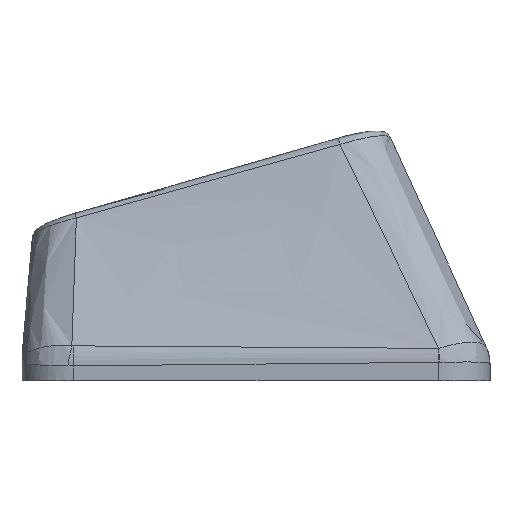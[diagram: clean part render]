
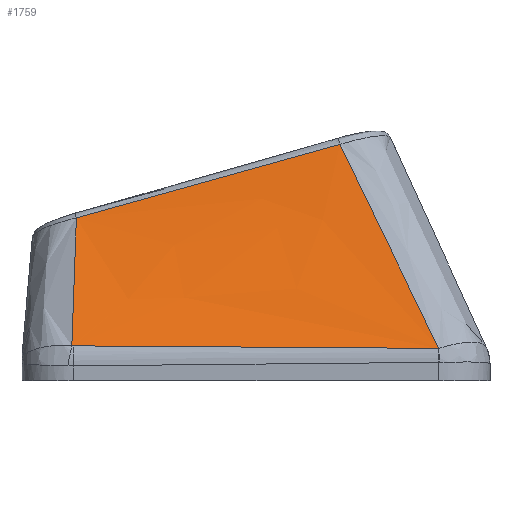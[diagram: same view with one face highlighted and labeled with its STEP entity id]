
A CAD part, left-side view. The second image highlights one B-rep face of the part: STEP entity #1759.
In plain terms, the highlighted free-form (B-spline) face has degree [3, 3] with [4, 4] control points.
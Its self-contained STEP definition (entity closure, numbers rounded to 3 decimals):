
#52=B_SPLINE_SURFACE_WITH_KNOTS('',3,3,((#4358,#4359,#4360,#4361),(#4362,
#4363,#4364,#4365),(#4366,#4367,#4368,#4369),(#4370,#4371,#4372,#4373)),
 .UNSPECIFIED.,.F.,.F.,.F.,(4,4),(4,4),(0.104,0.893),
(0.034,0.97),.UNSPECIFIED.);
#363=FACE_OUTER_BOUND('',#463,.T.);
#463=EDGE_LOOP('',(#1544,#1545,#1546,#1547,#1548,#1549));
#611=B_SPLINE_CURVE_WITH_KNOTS('',3,(#3878,#3879,#3880,#3881),
 .UNSPECIFIED.,.F.,.F.,(4,4),(0.,0.001),.UNSPECIFIED.);
#613=B_SPLINE_CURVE_WITH_KNOTS('',3,(#3905,#3906,#3907,#3908),
 .UNSPECIFIED.,.F.,.F.,(4,4),(0.,1.416),.UNSPECIFIED.);
#615=B_SPLINE_CURVE_WITH_KNOTS('',3,(#3932,#3933,#3934,#3935),
 .UNSPECIFIED.,.F.,.F.,(4,4),(0.,0.006),
 .UNSPECIFIED.);
#637=B_SPLINE_CURVE_WITH_KNOTS('',3,(#4348,#4349,#4350,#4351),
 .UNSPECIFIED.,.F.,.F.,(4,4),(-0.609,-0.027),
 .UNSPECIFIED.);
#639=B_SPLINE_CURVE_WITH_KNOTS('',3,(#4375,#4376,#4377,#4378),
 .UNSPECIFIED.,.F.,.F.,(4,4),(0.033,0.964),
 .UNSPECIFIED.);
#640=B_SPLINE_CURVE_WITH_KNOTS('',3,(#4379,#4380,#4381,#4382),
 .UNSPECIFIED.,.F.,.F.,(4,4),(-1.062,0.),.UNSPECIFIED.);
#793=VERTEX_POINT('',#3837);
#797=VERTEX_POINT('',#3871);
#799=VERTEX_POINT('',#3898);
#801=VERTEX_POINT('',#3925);
#828=VERTEX_POINT('',#4347);
#829=VERTEX_POINT('',#4374);
#1037=EDGE_CURVE('',#793,#797,#611,.T.);
#1040=EDGE_CURVE('',#797,#799,#613,.T.);
#1043=EDGE_CURVE('',#799,#801,#615,.T.);
#1084=EDGE_CURVE('',#801,#828,#637,.T.);
#1086=EDGE_CURVE('',#829,#793,#639,.T.);
#1087=EDGE_CURVE('',#828,#829,#640,.T.);
#1544=ORIENTED_EDGE('',*,*,#1043,.F.);
#1545=ORIENTED_EDGE('',*,*,#1040,.F.);
#1546=ORIENTED_EDGE('',*,*,#1037,.F.);
#1547=ORIENTED_EDGE('',*,*,#1086,.F.);
#1548=ORIENTED_EDGE('',*,*,#1087,.F.);
#1549=ORIENTED_EDGE('',*,*,#1084,.F.);
#1759=ADVANCED_FACE('',(#363),#52,.T.);
#3837=CARTESIAN_POINT('',(-13.741,-7.087,0.261));
#3871=CARTESIAN_POINT('',(-13.742,-7.077,0.261));
#3878=CARTESIAN_POINT('Ctrl Pts',(-13.741,-7.087,0.261));
#3879=CARTESIAN_POINT('Ctrl Pts',(-13.742,-7.084,0.261));
#3880=CARTESIAN_POINT('Ctrl Pts',(-13.742,-7.08,0.261));
#3881=CARTESIAN_POINT('Ctrl Pts',(-13.742,-7.077,0.261));
#3898=CARTESIAN_POINT('',(-13.626,7.092,0.358));
#3905=CARTESIAN_POINT('Ctrl Pts',(-13.742,-7.077,0.261));
#3906=CARTESIAN_POINT('Ctrl Pts',(-13.72,-2.355,0.286));
#3907=CARTESIAN_POINT('Ctrl Pts',(-13.692,2.367,0.317));
#3908=CARTESIAN_POINT('Ctrl Pts',(-13.626,7.092,0.358));
#3925=CARTESIAN_POINT('',(-13.622,7.147,0.364));
#3932=CARTESIAN_POINT('Ctrl Pts',(-13.626,7.092,0.358));
#3933=CARTESIAN_POINT('Ctrl Pts',(-13.626,7.11,0.358));
#3934=CARTESIAN_POINT('Ctrl Pts',(-13.625,7.129,0.36));
#3935=CARTESIAN_POINT('Ctrl Pts',(-13.622,7.147,0.364));
#4347=CARTESIAN_POINT('',(-10.648,6.971,5.324));
#4348=CARTESIAN_POINT('Ctrl Pts',(-13.622,7.147,0.364));
#4349=CARTESIAN_POINT('Ctrl Pts',(-12.622,7.071,2.013));
#4350=CARTESIAN_POINT('Ctrl Pts',(-11.631,7.009,3.667));
#4351=CARTESIAN_POINT('Ctrl Pts',(-10.648,6.971,5.324));
#4358=CARTESIAN_POINT('Ctrl Pts',(-10.621,-3.678,8.287));
#4359=CARTESIAN_POINT('Ctrl Pts',(-11.661,-4.815,5.612));
#4360=CARTESIAN_POINT('Ctrl Pts',(-12.701,-5.951,2.936));
#4361=CARTESIAN_POINT('Ctrl Pts',(-13.742,-7.087,0.261));
#4362=CARTESIAN_POINT('Ctrl Pts',(-10.621,-0.057,
7.295));
#4363=CARTESIAN_POINT('Ctrl Pts',(-11.661,-0.819,
4.94));
#4364=CARTESIAN_POINT('Ctrl Pts',(-12.701,-1.581,2.585));
#4365=CARTESIAN_POINT('Ctrl Pts',(-13.742,-2.343,0.23));
#4366=CARTESIAN_POINT('Ctrl Pts',(-10.621,3.563,6.303));
#4367=CARTESIAN_POINT('Ctrl Pts',(-11.661,3.176,4.268));
#4368=CARTESIAN_POINT('Ctrl Pts',(-12.701,2.789,2.233));
#4369=CARTESIAN_POINT('Ctrl Pts',(-13.742,2.401,0.198));
#4370=CARTESIAN_POINT('Ctrl Pts',(-10.621,7.184,5.311));
#4371=CARTESIAN_POINT('Ctrl Pts',(-11.661,7.171,3.596));
#4372=CARTESIAN_POINT('Ctrl Pts',(-12.701,7.158,1.882));
#4373=CARTESIAN_POINT('Ctrl Pts',(-13.742,7.145,0.167));
#4374=CARTESIAN_POINT('',(-10.621,-3.258,8.172));
#4375=CARTESIAN_POINT('Ctrl Pts',(-10.621,-3.258,8.172));
#4376=CARTESIAN_POINT('Ctrl Pts',(-11.677,-4.546,5.544));
#4377=CARTESIAN_POINT('Ctrl Pts',(-12.713,-5.82,2.905));
#4378=CARTESIAN_POINT('Ctrl Pts',(-13.741,-7.087,0.261));
#4379=CARTESIAN_POINT('Ctrl Pts',(-10.648,6.971,5.324));
#4380=CARTESIAN_POINT('Ctrl Pts',(-10.64,3.558,6.262));
#4381=CARTESIAN_POINT('Ctrl Pts',(-10.63,0.149,7.215));
#4382=CARTESIAN_POINT('Ctrl Pts',(-10.621,-3.258,8.172));
